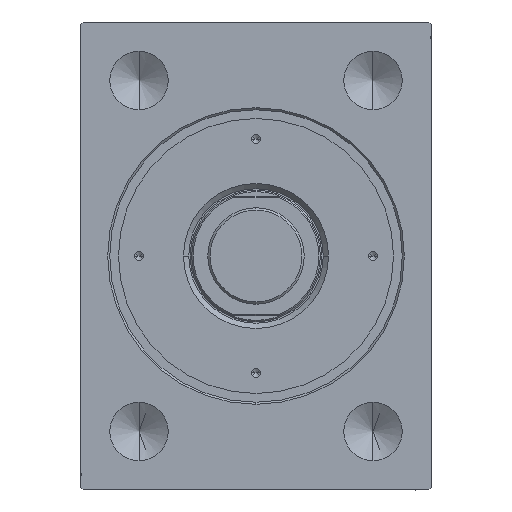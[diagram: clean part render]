
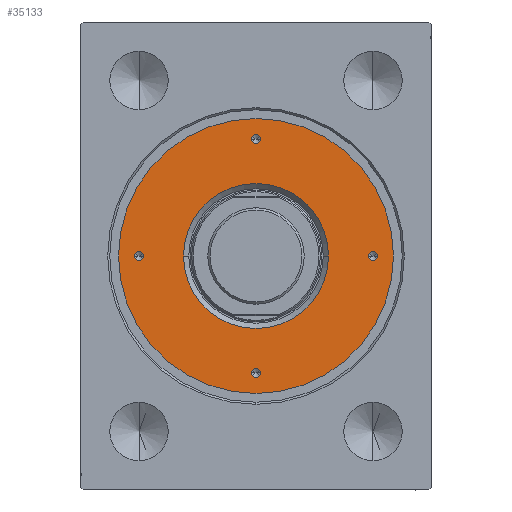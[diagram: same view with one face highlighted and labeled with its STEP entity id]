
A CAD part, left-side view. The second image highlights one B-rep face of the part: STEP entity #35133.
In plain terms, the highlighted face is planar.
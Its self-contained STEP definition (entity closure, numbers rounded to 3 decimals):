
#16 = CIRCLE ( 'NONE', #11498, 1.5 ) ;
#750 = CARTESIAN_POINT ( 'NONE',  ( 0., 40., 111.8 ) ) ;
#802 = VERTEX_POINT ( 'NONE', #2223 ) ;
#834 = EDGE_CURVE ( 'NONE', #26485, #30478, #41758, .T. ) ;
#1352 = ORIENTED_EDGE ( 'NONE', *, *, #28525, .T. ) ;
#1483 = CARTESIAN_POINT ( 'NONE',  ( 38.5, 0., 111.8 ) ) ;
#1527 = EDGE_CURVE ( 'NONE', #24699, #802, #30341, .T. ) ;
#1613 = VERTEX_POINT ( 'NONE', #16372 ) ;
#1680 = VERTEX_POINT ( 'NONE', #12557 ) ;
#1708 = FACE_OUTER_BOUND ( 'NONE', #11159, .T. ) ;
#1797 = VERTEX_POINT ( 'NONE', #24268 ) ;
#1982 = CIRCLE ( 'NONE', #22821, 1.5 ) ;
#2134 = PLANE ( 'NONE',  #5764 ) ;
#2223 = CARTESIAN_POINT ( 'NONE',  ( 41.5, 0., 111.8 ) ) ;
#2450 = CARTESIAN_POINT ( 'NONE',  ( 0., 0., 111.8 ) ) ;
#3485 = CIRCLE ( 'NONE', #39359, 1.5 ) ;
#3970 = EDGE_LOOP ( 'NONE', ( #16455, #9000 ) ) ;
#3976 = EDGE_LOOP ( 'NONE', ( #20801, #21261 ) ) ;
#4799 = DIRECTION ( 'NONE',  ( 0., 0., 1. ) ) ;
#4955 = DIRECTION ( 'NONE',  ( 1., 0., 0. ) ) ;
#5082 = FACE_BOUND ( 'NONE', #14413, .T. ) ;
#5164 = AXIS2_PLACEMENT_3D ( 'NONE', #5454, #4799, #26141 ) ;
#5454 = CARTESIAN_POINT ( 'NONE',  ( -40., 0., 111.8 ) ) ;
#5484 = ORIENTED_EDGE ( 'NONE', *, *, #36560, .T. ) ;
#5764 = AXIS2_PLACEMENT_3D ( 'NONE', #25759, #25981, #15404 ) ;
#5882 = AXIS2_PLACEMENT_3D ( 'NONE', #2450, #30093, #9393 ) ;
#6540 = VERTEX_POINT ( 'NONE', #44135 ) ;
#7228 = AXIS2_PLACEMENT_3D ( 'NONE', #29735, #16009, #26151 ) ;
#7412 = DIRECTION ( 'NONE',  ( 0., 0., 1. ) ) ;
#7896 = EDGE_CURVE ( 'NONE', #25117, #14851, #21453, .T. ) ;
#9000 = ORIENTED_EDGE ( 'NONE', *, *, #1527, .F. ) ;
#9393 = DIRECTION ( 'NONE',  ( 1., 0., 0. ) ) ;
#9639 = DIRECTION ( 'NONE',  ( 1., 0., 0. ) ) ;
#10140 = EDGE_LOOP ( 'NONE', ( #14599, #5484 ) ) ;
#10175 = CARTESIAN_POINT ( 'NONE',  ( -47., 0., 111.8 ) ) ;
#11159 = EDGE_LOOP ( 'NONE', ( #14971, #1352 ) ) ;
#11322 = CARTESIAN_POINT ( 'NONE',  ( -38.5, 0., 111.8 ) ) ;
#11389 = DIRECTION ( 'NONE',  ( 1., 0., 0. ) ) ;
#11487 = VERTEX_POINT ( 'NONE', #11322 ) ;
#11498 = AXIS2_PLACEMENT_3D ( 'NONE', #16943, #40539, #36951 ) ;
#11803 = FACE_BOUND ( 'NONE', #20079, .T. ) ;
#11930 = EDGE_CURVE ( 'NONE', #1797, #1680, #28660, .T. ) ;
#12557 = CARTESIAN_POINT ( 'NONE',  ( 1.5, 40., 111.8 ) ) ;
#12828 = AXIS2_PLACEMENT_3D ( 'NONE', #20849, #28497, #11389 ) ;
#13478 = CIRCLE ( 'NONE', #15640, 47. ) ;
#14413 = EDGE_LOOP ( 'NONE', ( #38853, #16745 ) ) ;
#14599 = ORIENTED_EDGE ( 'NONE', *, *, #7896, .T. ) ;
#14851 = VERTEX_POINT ( 'NONE', #27514 ) ;
#14971 = ORIENTED_EDGE ( 'NONE', *, *, #834, .T. ) ;
#15404 = DIRECTION ( 'NONE',  ( 1., 0., 0. ) ) ;
#15640 = AXIS2_PLACEMENT_3D ( 'NONE', #43145, #39568, #9639 ) ;
#15808 = EDGE_CURVE ( 'NONE', #28787, #1613, #22303, .T. ) ;
#15923 = CIRCLE ( 'NONE', #5164, 1.5 ) ;
#16009 = DIRECTION ( 'NONE',  ( 0., 0., -1. ) ) ;
#16318 = AXIS2_PLACEMENT_3D ( 'NONE', #41562, #7412, #35049 ) ;
#16372 = CARTESIAN_POINT ( 'NONE',  ( 1.5, -40., 111.8 ) ) ;
#16455 = ORIENTED_EDGE ( 'NONE', *, *, #24315, .F. ) ;
#16745 = ORIENTED_EDGE ( 'NONE', *, *, #15808, .F. ) ;
#16943 = CARTESIAN_POINT ( 'NONE',  ( -40., 0., 111.8 ) ) ;
#17609 = DIRECTION ( 'NONE',  ( 1., 0., 0. ) ) ;
#18647 = CARTESIAN_POINT ( 'NONE',  ( 0., 0., 111.8 ) ) ;
#18871 = DIRECTION ( 'NONE',  ( 0., 0., -1. ) ) ;
#19383 = CARTESIAN_POINT ( 'NONE',  ( 24.8, 0., 111.8 ) ) ;
#19553 = DIRECTION ( 'NONE',  ( 1., 0., 0. ) ) ;
#20079 = EDGE_LOOP ( 'NONE', ( #41952, #39289 ) ) ;
#20801 = ORIENTED_EDGE ( 'NONE', *, *, #35198, .F. ) ;
#20849 = CARTESIAN_POINT ( 'NONE',  ( 0., 40., 111.8 ) ) ;
#21189 = DIRECTION ( 'NONE',  ( 1., 0., 0. ) ) ;
#21261 = ORIENTED_EDGE ( 'NONE', *, *, #43496, .F. ) ;
#21453 = CIRCLE ( 'NONE', #27203, 24.8 ) ;
#21826 = DIRECTION ( 'NONE',  ( 0., 0., 1. ) ) ;
#22173 = FACE_BOUND ( 'NONE', #3976, .T. ) ;
#22303 = CIRCLE ( 'NONE', #39512, 1.5 ) ;
#22461 = AXIS2_PLACEMENT_3D ( 'NONE', #29016, #21826, #4955 ) ;
#22821 = AXIS2_PLACEMENT_3D ( 'NONE', #25017, #24339, #21189 ) ;
#24035 = EDGE_CURVE ( 'NONE', #1613, #28787, #1982, .T. ) ;
#24268 = CARTESIAN_POINT ( 'NONE',  ( -1.5, 40., 111.8 ) ) ;
#24315 = EDGE_CURVE ( 'NONE', #802, #24699, #44310, .T. ) ;
#24339 = DIRECTION ( 'NONE',  ( 0., 0., 1. ) ) ;
#24699 = VERTEX_POINT ( 'NONE', #1483 ) ;
#25017 = CARTESIAN_POINT ( 'NONE',  ( 0., -40., 111.8 ) ) ;
#25117 = VERTEX_POINT ( 'NONE', #19383 ) ;
#25759 = CARTESIAN_POINT ( 'NONE',  ( 0., 0., 111.8 ) ) ;
#25981 = DIRECTION ( 'NONE',  ( 0., 0., 1. ) ) ;
#26049 = CARTESIAN_POINT ( 'NONE',  ( -1.5, -40., 111.8 ) ) ;
#26141 = DIRECTION ( 'NONE',  ( 1., 0., 0. ) ) ;
#26151 = DIRECTION ( 'NONE',  ( 1., 0., 0. ) ) ;
#26485 = VERTEX_POINT ( 'NONE', #10175 ) ;
#27185 = CARTESIAN_POINT ( 'NONE',  ( 0., -40., 111.8 ) ) ;
#27203 = AXIS2_PLACEMENT_3D ( 'NONE', #18647, #18871, #35944 ) ;
#27514 = CARTESIAN_POINT ( 'NONE',  ( -24.8, 0., 111.8 ) ) ;
#27634 = CARTESIAN_POINT ( 'NONE',  ( 47., 0., 111.8 ) ) ;
#28035 = CIRCLE ( 'NONE', #7228, 24.8 ) ;
#28497 = DIRECTION ( 'NONE',  ( 0., 0., 1. ) ) ;
#28525 = EDGE_CURVE ( 'NONE', #30478, #26485, #13478, .T. ) ;
#28660 = CIRCLE ( 'NONE', #12828, 1.5 ) ;
#28787 = VERTEX_POINT ( 'NONE', #26049 ) ;
#29016 = CARTESIAN_POINT ( 'NONE',  ( 40., 0., 111.8 ) ) ;
#29735 = CARTESIAN_POINT ( 'NONE',  ( 0., 0., 111.8 ) ) ;
#30093 = DIRECTION ( 'NONE',  ( 0., 0., 1. ) ) ;
#30341 = CIRCLE ( 'NONE', #22461, 1.5 ) ;
#30478 = VERTEX_POINT ( 'NONE', #27634 ) ;
#30717 = EDGE_CURVE ( 'NONE', #1680, #1797, #3485, .T. ) ;
#33250 = DIRECTION ( 'NONE',  ( 0., 0., 1. ) ) ;
#35049 = DIRECTION ( 'NONE',  ( 1., 0., 0. ) ) ;
#35133 = ADVANCED_FACE ( 'NONE', ( #22173, #11803, #35862, #5082, #39670, #1708 ), #2134, .T. ) ;
#35198 = EDGE_CURVE ( 'NONE', #11487, #6540, #16, .T. ) ;
#35862 = FACE_BOUND ( 'NONE', #3970, .T. ) ;
#35944 = DIRECTION ( 'NONE',  ( 1., 0., 0. ) ) ;
#36560 = EDGE_CURVE ( 'NONE', #14851, #25117, #28035, .T. ) ;
#36951 = DIRECTION ( 'NONE',  ( 1., 0., 0. ) ) ;
#37831 = DIRECTION ( 'NONE',  ( 0., 0., 1. ) ) ;
#38853 = ORIENTED_EDGE ( 'NONE', *, *, #24035, .F. ) ;
#39289 = ORIENTED_EDGE ( 'NONE', *, *, #11930, .F. ) ;
#39359 = AXIS2_PLACEMENT_3D ( 'NONE', #750, #37831, #17609 ) ;
#39512 = AXIS2_PLACEMENT_3D ( 'NONE', #27185, #33250, #19553 ) ;
#39568 = DIRECTION ( 'NONE',  ( 0., 0., 1. ) ) ;
#39670 = FACE_BOUND ( 'NONE', #10140, .T. ) ;
#40539 = DIRECTION ( 'NONE',  ( 0., 0., 1. ) ) ;
#41562 = CARTESIAN_POINT ( 'NONE',  ( 40., 0., 111.8 ) ) ;
#41758 = CIRCLE ( 'NONE', #5882, 47. ) ;
#41952 = ORIENTED_EDGE ( 'NONE', *, *, #30717, .F. ) ;
#43145 = CARTESIAN_POINT ( 'NONE',  ( 0., 0., 111.8 ) ) ;
#43496 = EDGE_CURVE ( 'NONE', #6540, #11487, #15923, .T. ) ;
#44135 = CARTESIAN_POINT ( 'NONE',  ( -41.5, 0., 111.8 ) ) ;
#44310 = CIRCLE ( 'NONE', #16318, 1.5 ) ;
